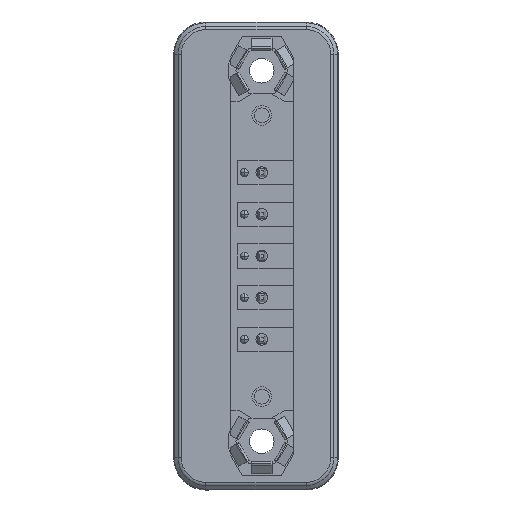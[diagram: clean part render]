
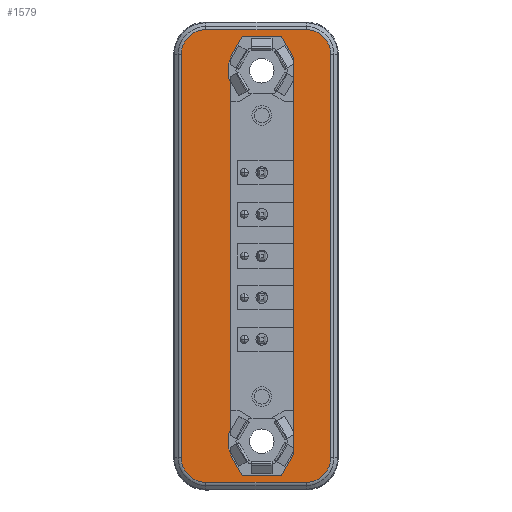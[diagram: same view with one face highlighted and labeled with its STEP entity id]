
A CAD part, front view. The second image highlights one B-rep face of the part: STEP entity #1579.
In plain terms, the highlighted planar face has unit normal (0, -1, 0).
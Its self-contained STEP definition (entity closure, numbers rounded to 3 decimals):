
#1579=ADVANCED_FACE('',(#3404,#3405),#3406,.T.);
#3404=FACE_OUTER_BOUND('',#5445,.T.);
#3405=FACE_BOUND('',#5446,.T.);
#3406=PLANE('',#5447);
#5445=EDGE_LOOP('',(#10001,#10002,#10003,#10004,#10005,#10006,#10007,#10008));
#5446=EDGE_LOOP('',(#10009,#10010,#10011,#10012,#10013,#10014,#10015,#10016,#10017,#10018,#10019,#10020));
#5447=AXIS2_PLACEMENT_3D('',#10021,#10022,#10023);
#10001=ORIENTED_EDGE('',*,*,#12541,.F.);
#10002=ORIENTED_EDGE('',*,*,#13746,.T.);
#10003=ORIENTED_EDGE('',*,*,#13009,.T.);
#10004=ORIENTED_EDGE('',*,*,#13600,.T.);
#10005=ORIENTED_EDGE('',*,*,#13747,.F.);
#10006=ORIENTED_EDGE('',*,*,#13748,.F.);
#10007=ORIENTED_EDGE('',*,*,#13304,.F.);
#10008=ORIENTED_EDGE('',*,*,#13715,.F.);
#10009=ORIENTED_EDGE('',*,*,#13122,.T.);
#10010=ORIENTED_EDGE('',*,*,#13548,.F.);
#10011=ORIENTED_EDGE('',*,*,#13438,.T.);
#10012=ORIENTED_EDGE('',*,*,#13749,.F.);
#10013=ORIENTED_EDGE('',*,*,#12866,.T.);
#10014=ORIENTED_EDGE('',*,*,#12266,.T.);
#10015=ORIENTED_EDGE('',*,*,#13403,.T.);
#10016=ORIENTED_EDGE('',*,*,#13750,.T.);
#10017=ORIENTED_EDGE('',*,*,#12281,.T.);
#10018=ORIENTED_EDGE('',*,*,#13039,.T.);
#10019=ORIENTED_EDGE('',*,*,#13296,.F.);
#10020=ORIENTED_EDGE('',*,*,#12849,.T.);
#10021=CARTESIAN_POINT('',(-4.1,5.65,-16.755));
#10022=DIRECTION('',(0.,-1.0,0.));
#10023=DIRECTION('',(0.,0.,1.0));
#12266=EDGE_CURVE('',#14769,#14770,#14771,.T.);
#12281=EDGE_CURVE('',#14789,#14793,#14795,.T.);
#12541=EDGE_CURVE('',#15234,#15235,#15236,.T.);
#12849=EDGE_CURVE('',#15699,#15704,#15706,.T.);
#12866=EDGE_CURVE('',#15729,#14769,#15730,.T.);
#13009=EDGE_CURVE('',#15938,#15939,#15940,.T.);
#13039=EDGE_CURVE('',#14793,#15977,#15979,.T.);
#13122=EDGE_CURVE('',#15704,#16097,#16098,.T.);
#13296=EDGE_CURVE('',#15699,#15977,#16337,.T.);
#13304=EDGE_CURVE('',#16347,#16348,#16349,.T.);
#13403=EDGE_CURVE('',#14770,#16474,#16475,.T.);
#13438=EDGE_CURVE('',#16520,#16521,#16522,.T.);
#13548=EDGE_CURVE('',#16520,#16097,#16659,.T.);
#13600=EDGE_CURVE('',#15939,#16722,#16723,.T.);
#13715=EDGE_CURVE('',#15235,#16347,#16859,.T.);
#13746=EDGE_CURVE('',#15234,#15938,#16891,.T.);
#13747=EDGE_CURVE('',#16892,#16722,#16893,.T.);
#13748=EDGE_CURVE('',#16348,#16892,#16894,.T.);
#13749=EDGE_CURVE('',#15729,#16521,#16895,.T.);
#13750=EDGE_CURVE('',#16474,#14789,#16896,.T.);
#14769=VERTEX_POINT('',#18160);
#14770=VERTEX_POINT('',#18161);
#14771=LINE('',#18162,#18163);
#14789=VERTEX_POINT('',#18188);
#14793=VERTEX_POINT('',#18194);
#14795=LINE('',#18197,#18198);
#15234=VERTEX_POINT('',#18801);
#15235=VERTEX_POINT('',#18802);
#15236=LINE('',#18803,#18804);
#15699=VERTEX_POINT('',#19460);
#15704=VERTEX_POINT('',#19466);
#15706=CIRCLE('',#19469,4.1);
#15729=VERTEX_POINT('',#19501);
#15730=LINE('',#19502,#19503);
#15938=VERTEX_POINT('',#19811);
#15939=VERTEX_POINT('',#19812);
#15940=LINE('',#19813,#19814);
#15977=VERTEX_POINT('',#19867);
#15979=LINE('',#19870,#19871);
#16097=VERTEX_POINT('',#20029);
#16098=LINE('',#20030,#20031);
#16337=LINE('',#20382,#20383);
#16347=VERTEX_POINT('',#20396);
#16348=VERTEX_POINT('',#20397);
#16349=LINE('',#20398,#20399);
#16474=VERTEX_POINT('',#20583);
#16475=LINE('',#20584,#20585);
#16520=VERTEX_POINT('',#20655);
#16521=VERTEX_POINT('',#20656);
#16522=LINE('',#20657,#20658);
#16659=CIRCLE('',#20861,4.1);
#16722=VERTEX_POINT('',#20956);
#16723=CIRCLE('',#20957,3.0);
#16859=CIRCLE('',#21156,3.0);
#16891=CIRCLE('',#21198,3.0);
#16892=VERTEX_POINT('',#21199);
#16893=LINE('',#21200,#21201);
#16894=CIRCLE('',#21202,3.0);
#16895=LINE('',#21203,#21204);
#16896=LINE('',#21205,#21206);
#18160=CARTESIAN_POINT('',(2.384,5.65,16.55));
#18161=CARTESIAN_POINT('',(3.87,5.65,13.977));
#18162=CARTESIAN_POINT('',(11.94,5.65,0.));
#18163=VECTOR('',#22203,1.0);
#18188=CARTESIAN_POINT('',(2.384,5.65,-36.87));
#18194=CARTESIAN_POINT('',(-2.384,5.65,-36.87));
#18197=CARTESIAN_POINT('',(41.643,5.65,-36.87));
#18198=VECTOR('',#22217,1.0);
#18801=CARTESIAN_POINT('',(-9.8,5.65,-34.74));
#18802=CARTESIAN_POINT('',(-9.8,5.65,14.42));
#18803=CARTESIAN_POINT('',(-9.8,5.65,-15.24));
#18804=VECTOR('',#22562,1.0);
#19460=CARTESIAN_POINT('',(-3.8,5.65,-34.279));
#19466=CARTESIAN_POINT('',(-3.8,5.65,-31.201));
#19469=AXIS2_PLACEMENT_3D('',#22905,#22906,#22907);
#19501=CARTESIAN_POINT('',(-2.384,5.65,16.55));
#19502=CARTESIAN_POINT('',(41.643,5.65,16.55));
#19503=VECTOR('',#22926,1.0);
#19811=CARTESIAN_POINT('',(-6.8,5.65,-37.74));
#19812=CARTESIAN_POINT('',(5.4,5.65,-37.74));
#19813=CARTESIAN_POINT('',(41.643,5.65,-37.74));
#19814=VECTOR('',#23072,1.0);
#19867=CARTESIAN_POINT('',(-3.8,5.65,-34.418));
#19870=CARTESIAN_POINT('',(-14.873,5.65,-15.24));
#19871=VECTOR('',#23099,1.0);
#20029=CARTESIAN_POINT('',(-3.8,5.65,10.881));
#20030=CARTESIAN_POINT('',(-3.8,5.65,-15.24));
#20031=VECTOR('',#23203,1.0);
#20382=CARTESIAN_POINT('',(-3.8,5.65,-15.24));
#20383=VECTOR('',#23400,1.0);
#20396=CARTESIAN_POINT('',(-6.8,5.65,17.42));
#20397=CARTESIAN_POINT('',(5.4,5.65,17.42));
#20398=CARTESIAN_POINT('',(41.643,5.65,17.42));
#20399=VECTOR('',#23407,1.0);
#20583=CARTESIAN_POINT('',(3.87,5.65,-34.297));
#20584=CARTESIAN_POINT('',(3.87,5.65,-15.24));
#20585=VECTOR('',#23509,1.0);
#20655=CARTESIAN_POINT('',(-3.8,5.65,13.959));
#20656=CARTESIAN_POINT('',(-3.8,5.65,14.098));
#20657=CARTESIAN_POINT('',(-3.8,5.65,0.));
#20658=VECTOR('',#23544,1.0);
#20861=AXIS2_PLACEMENT_3D('',#23656,#23657,#23658);
#20956=CARTESIAN_POINT('',(8.4,5.65,-34.74));
#20957=AXIS2_PLACEMENT_3D('',#23715,#23716,#23717);
#21156=AXIS2_PLACEMENT_3D('',#23823,#23824,#23825);
#21198=AXIS2_PLACEMENT_3D('',#23854,#23855,#23856);
#21199=CARTESIAN_POINT('',(8.4,5.65,14.42));
#21200=CARTESIAN_POINT('',(8.4,5.65,-15.24));
#21201=VECTOR('',#23857,1.0);
#21202=AXIS2_PLACEMENT_3D('',#23858,#23859,#23860);
#21203=CARTESIAN_POINT('',(-11.94,5.65,0.));
#21204=VECTOR('',#23861,1.0);
#21205=CARTESIAN_POINT('',(14.873,5.65,-15.24));
#21206=VECTOR('',#23862,1.0);
#22203=DIRECTION('',(0.5,0.,-0.866));
#22217=DIRECTION('',(-1.0,0.,0.));
#22562=DIRECTION('',(0.,0.,1.0));
#22905=CARTESIAN_POINT('',(0.,5.65,-32.74));
#22906=DIRECTION('',(0.,1.0,0.));
#22907=DIRECTION('',(0.,0.,-1.0));
#22926=DIRECTION('',(1.0,0.,0.));
#23072=DIRECTION('',(1.0,0.,0.));
#23099=DIRECTION('',(-0.5,0.,0.866));
#23203=DIRECTION('',(0.,0.,1.0));
#23400=DIRECTION('',(0.,0.,-1.0));
#23407=DIRECTION('',(1.0,0.,0.));
#23509=DIRECTION('',(0.,0.,-1.0));
#23544=DIRECTION('',(0.,0.,1.0));
#23656=CARTESIAN_POINT('',(0.,5.65,12.42));
#23657=DIRECTION('',(0.,-1.0,0.));
#23658=DIRECTION('',(0.,0.,1.0));
#23715=CARTESIAN_POINT('',(5.4,5.65,-34.74));
#23716=DIRECTION('',(0.,-1.0,0.));
#23717=DIRECTION('',(1.0,0.,0.));
#23823=CARTESIAN_POINT('',(-6.8,5.65,14.42));
#23824=DIRECTION('',(0.,1.0,0.));
#23825=DIRECTION('',(1.0,0.,0.));
#23854=CARTESIAN_POINT('',(-6.8,5.65,-34.74));
#23855=DIRECTION('',(0.,-1.0,0.));
#23856=DIRECTION('',(1.0,0.,0.));
#23857=DIRECTION('',(0.,0.,-1.0));
#23858=CARTESIAN_POINT('',(5.4,5.65,14.42));
#23859=DIRECTION('',(0.,1.0,0.));
#23860=DIRECTION('',(1.0,0.,0.));
#23861=DIRECTION('',(-0.5,0.,-0.866));
#23862=DIRECTION('',(-0.5,0.,-0.866));
